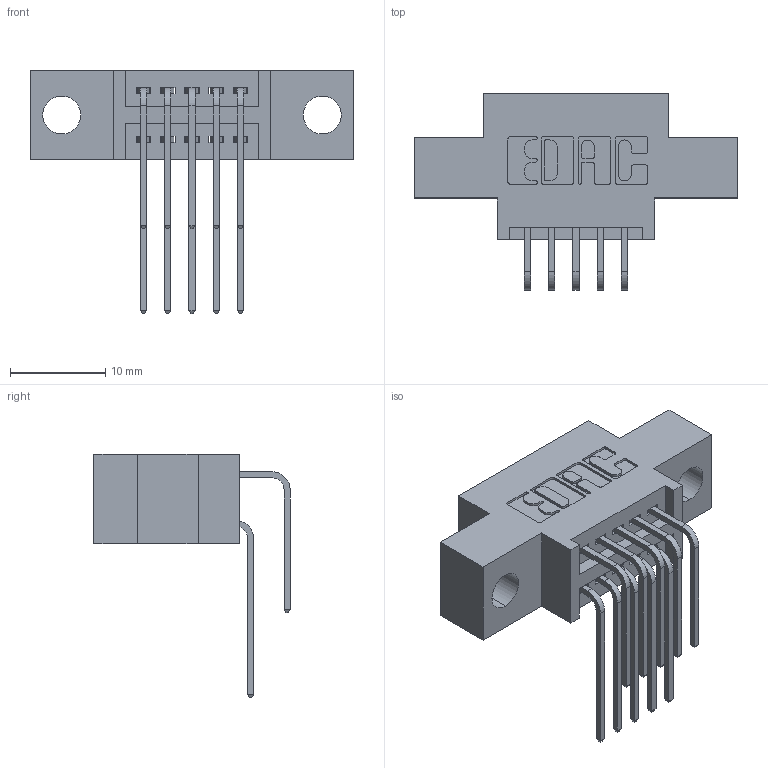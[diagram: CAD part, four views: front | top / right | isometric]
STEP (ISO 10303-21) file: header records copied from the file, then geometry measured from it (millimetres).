
FILE_DESCRIPTION (( 'STEP AP203' ), '1' );
FILE_NAME ('345-010-559-804.STEP', '2018-08-17T22:21:00', ( '' ), ( '' ), 'SwSTEP 2.0', 'SolidWorks 2016', '' );
FILE_SCHEMA (( 'CONFIG_CONTROL_DESIGN' ));
Length unit declared in the file: inch
Products named in the file (4): 345 Part_0.170 Offset - 0.156 Dia-TH; 345-292-001_558 559 Tail - 1; 345-292-001_559 Tail - 2; 345-010-559-804
Assembly tree (11 placements, depth 2):
  345-010-559-804
    345 Part_0.170 Offset - 0.156 Dia-TH
    345-292-001_558 559 Tail - 1  x5
    345-292-001_559 Tail - 2  x5
Bounding box: 33.91 x 20.56 x 25.53 mm (x, y, z)
Volume: 2807 mm3; surface area: 3662.5 mm2
Topology: 11 solids, 11 shells, 650 faces, 1903 edges, 1254 vertices
Faces by surface type: plane 434, cylinder 216
Entity records: 10691 total; most frequent: CARTESIAN_POINT 1875, ORIENTED_EDGE 1758, DIRECTION 1671, EDGE_CURVE 879, VECTOR 687, LINE 687, VERTEX_POINT 582, AXIS2_PLACEMENT_3D 492
